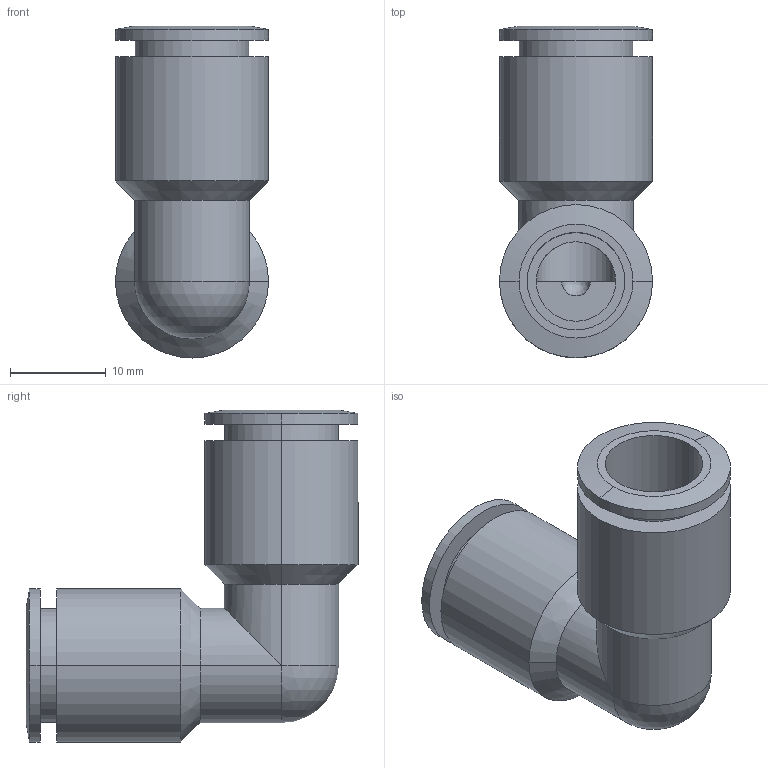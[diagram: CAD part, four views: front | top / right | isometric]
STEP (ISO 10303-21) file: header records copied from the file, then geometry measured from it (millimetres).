
FILE_DESCRIPTION((''),'2;1');
FILE_NAME('041000.stp','2003-05-26T16:46:53',('maffial1'),(''),'Autodesk Inventor (R) 6.0','Autodesk Inventor (R) 6.0','');
FILE_SCHEMA(('AUTOMOTIVE_DESIGN { 1 0 10303 214 1 1 1 1 }'));
Length unit declared in the file: millimetre
Products named in the file (1): 041000
Bounding box: 16 x 34.7 x 34.7 mm (x, y, z)
Volume: 4715.6 mm3; surface area: 4687.9 mm2
Topology: 1 solids, 1 shells, 44 faces, 91 edges, 53 vertices
Faces by surface type: cylinder 20, cone 8, plane 8, bspline 7, sphere 1
Entity records: 1237 total; most frequent: CARTESIAN_POINT 283, DIRECTION 216, ORIENTED_EDGE 174, AXIS2_PLACEMENT_3D 91, EDGE_CURVE 87, EDGE_LOOP 52, VERTEX_POINT 51, CIRCLE 51
